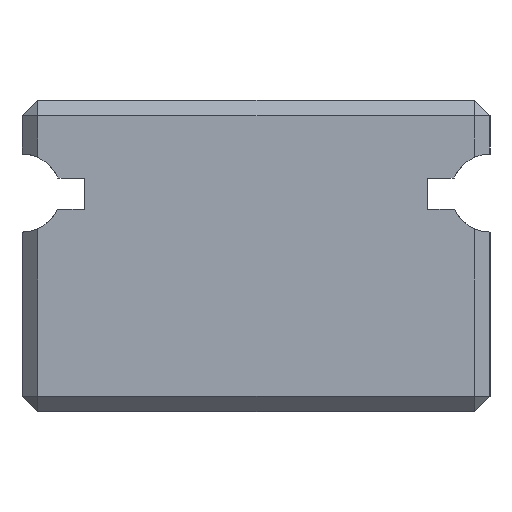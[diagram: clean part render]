
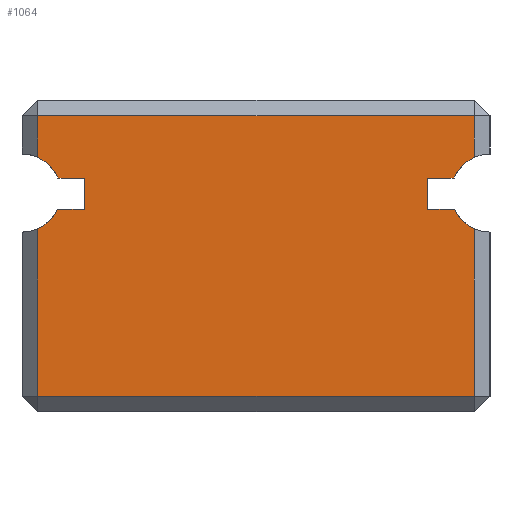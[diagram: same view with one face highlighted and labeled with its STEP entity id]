
A CAD part, left-side view. The second image highlights one B-rep face of the part: STEP entity #1064.
In plain terms, the highlighted planar face has unit normal (-1, 0, 0).
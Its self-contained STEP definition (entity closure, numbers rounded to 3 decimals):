
#134=FACE_OUTER_BOUND('',#222,.T.);
#222=EDGE_LOOP('',(#949,#950,#951,#952,#953,#954,#955,#956,#957,#958,#959,
#960,#961,#962,#963,#964));
#235=CIRCLE('',#1097,1.25);
#236=CIRCLE('',#1104,1.25);
#269=CIRCLE('',#1180,1.25);
#270=CIRCLE('',#1190,1.25);
#298=LINE('',#1604,#388);
#300=LINE('',#1608,#390);
#302=LINE('',#1612,#392);
#333=LINE('',#1754,#423);
#338=LINE('',#1763,#428);
#340=LINE('',#1766,#430);
#350=LINE('',#1788,#440);
#351=LINE('',#1790,#441);
#353=LINE('',#1796,#443);
#357=LINE('',#1806,#447);
#359=LINE('',#1810,#449);
#360=LINE('',#1812,#450);
#388=VECTOR('',#1266,10.);
#390=VECTOR('',#1270,10.);
#392=VECTOR('',#1274,10.);
#423=VECTOR('',#1447,10.);
#428=VECTOR('',#1456,10.);
#430=VECTOR('',#1460,10.);
#440=VECTOR('',#1488,10.);
#441=VECTOR('',#1491,10.);
#443=VECTOR('',#1497,10.);
#447=VECTOR('',#1509,10.);
#449=VECTOR('',#1513,10.);
#450=VECTOR('',#1516,10.);
#484=VERTEX_POINT('',#1596);
#485=VERTEX_POINT('',#1598);
#486=VERTEX_POINT('',#1602);
#487=VERTEX_POINT('',#1606);
#488=VERTEX_POINT('',#1610);
#490=VERTEX_POINT('',#1616);
#526=VERTEX_POINT('',#1747);
#528=VERTEX_POINT('',#1752);
#530=VERTEX_POINT('',#1759);
#531=VERTEX_POINT('',#1775);
#532=VERTEX_POINT('',#1780);
#533=VERTEX_POINT('',#1784);
#534=VERTEX_POINT('',#1792);
#536=VERTEX_POINT('',#1800);
#537=VERTEX_POINT('',#1804);
#538=VERTEX_POINT('',#1808);
#577=EDGE_CURVE('',#485,#484,#235,.T.);
#580=EDGE_CURVE('',#484,#486,#298,.T.);
#582=EDGE_CURVE('',#486,#487,#300,.T.);
#584=EDGE_CURVE('',#487,#488,#302,.T.);
#587=EDGE_CURVE('',#488,#490,#236,.T.);
#650=EDGE_CURVE('',#528,#526,#333,.T.);
#655=EDGE_CURVE('',#526,#530,#338,.T.);
#657=EDGE_CURVE('',#530,#490,#340,.T.);
#663=EDGE_CURVE('',#528,#531,#269,.T.);
#668=EDGE_CURVE('',#485,#533,#350,.T.);
#669=EDGE_CURVE('',#533,#532,#351,.T.);
#672=EDGE_CURVE('',#532,#534,#353,.T.);
#674=EDGE_CURVE('',#536,#534,#270,.T.);
#677=EDGE_CURVE('',#537,#531,#357,.T.);
#679=EDGE_CURVE('',#538,#537,#359,.T.);
#680=EDGE_CURVE('',#536,#538,#360,.T.);
#949=ORIENTED_EDGE('',*,*,#650,.F.);
#950=ORIENTED_EDGE('',*,*,#663,.T.);
#951=ORIENTED_EDGE('',*,*,#677,.F.);
#952=ORIENTED_EDGE('',*,*,#679,.F.);
#953=ORIENTED_EDGE('',*,*,#680,.F.);
#954=ORIENTED_EDGE('',*,*,#674,.T.);
#955=ORIENTED_EDGE('',*,*,#672,.F.);
#956=ORIENTED_EDGE('',*,*,#669,.F.);
#957=ORIENTED_EDGE('',*,*,#668,.F.);
#958=ORIENTED_EDGE('',*,*,#577,.T.);
#959=ORIENTED_EDGE('',*,*,#580,.T.);
#960=ORIENTED_EDGE('',*,*,#582,.T.);
#961=ORIENTED_EDGE('',*,*,#584,.T.);
#962=ORIENTED_EDGE('',*,*,#587,.T.);
#963=ORIENTED_EDGE('',*,*,#657,.F.);
#964=ORIENTED_EDGE('',*,*,#655,.F.);
#1000=PLANE('',#1194);
#1064=ADVANCED_FACE('',(#134),#1000,.F.);
#1097=AXIS2_PLACEMENT_3D('',#1599,#1259,#1260);
#1104=AXIS2_PLACEMENT_3D('',#1618,#1280,#1281);
#1180=AXIS2_PLACEMENT_3D('',#1777,#1474,#1475);
#1190=AXIS2_PLACEMENT_3D('',#1801,#1503,#1504);
#1194=AXIS2_PLACEMENT_3D('',#1813,#1517,#1518);
#1259=DIRECTION('center_axis',(1.,0.,0.));
#1260=DIRECTION('ref_axis',(0.,0.,1.));
#1266=DIRECTION('',(0.,-1.,0.));
#1270=DIRECTION('',(0.,0.,-1.));
#1274=DIRECTION('',(0.,1.,0.));
#1280=DIRECTION('center_axis',(1.,0.,0.));
#1281=DIRECTION('ref_axis',(0.,-0.911,-0.413));
#1447=DIRECTION('',(0.,0.,-1.));
#1456=DIRECTION('',(0.,1.,0.));
#1460=DIRECTION('',(0.,0.,1.));
#1474=DIRECTION('center_axis',(1.,0.,0.));
#1475=DIRECTION('ref_axis',(0.,0.,-1.));
#1488=DIRECTION('',(0.,0.,1.));
#1491=DIRECTION('',(0.,-1.,0.));
#1497=DIRECTION('',(0.,0.,-1.));
#1503=DIRECTION('center_axis',(1.,0.,0.));
#1504=DIRECTION('ref_axis',(0.,0.922,0.387));
#1509=DIRECTION('',(0.,-1.,0.));
#1513=DIRECTION('',(0.,0.,-1.));
#1516=DIRECTION('',(0.,1.,0.));
#1517=DIRECTION('center_axis',(1.,0.,0.));
#1518=DIRECTION('ref_axis',(0.,1.,0.));
#1596=CARTESIAN_POINT('',(-30.,131.347,17.5));
#1598=CARTESIAN_POINT('',(-30.,132.,18.162));
#1599=CARTESIAN_POINT('Origin',(-30.,132.5,17.017));
#1602=CARTESIAN_POINT('',(-30.,130.5,17.5));
#1604=CARTESIAN_POINT('',(-30.,131.347,17.5));
#1606=CARTESIAN_POINT('',(-30.,130.5,16.5));
#1608=CARTESIAN_POINT('',(-30.,130.5,17.5));
#1610=CARTESIAN_POINT('',(-30.,131.362,16.5));
#1612=CARTESIAN_POINT('',(-30.,130.5,16.5));
#1616=CARTESIAN_POINT('',(-30.,132.,15.871));
#1618=CARTESIAN_POINT('Origin',(-30.,132.5,17.017));
#1747=CARTESIAN_POINT('',(-30.,118.,10.5));
#1752=CARTESIAN_POINT('',(-30.,118.,15.871));
#1754=CARTESIAN_POINT('',(-30.,118.,15.383));
#1759=CARTESIAN_POINT('',(-30.,132.,10.5));
#1763=CARTESIAN_POINT('',(-30.,121.25,10.5));
#1766=CARTESIAN_POINT('',(-30.,132.,12.5));
#1775=CARTESIAN_POINT('',(-30.,118.638,16.5));
#1777=CARTESIAN_POINT('Origin',(-30.,117.5,17.017));
#1780=CARTESIAN_POINT('',(-30.,118.,19.5));
#1784=CARTESIAN_POINT('',(-30.,132.,19.5));
#1788=CARTESIAN_POINT('',(-30.,132.,16.633));
#1790=CARTESIAN_POINT('',(-30.,128.75,19.5));
#1792=CARTESIAN_POINT('',(-30.,118.,18.162));
#1796=CARTESIAN_POINT('',(-30.,118.,17.5));
#1800=CARTESIAN_POINT('',(-30.,118.653,17.5));
#1801=CARTESIAN_POINT('Origin',(-30.,117.5,17.017));
#1804=CARTESIAN_POINT('',(-30.,119.5,16.5));
#1806=CARTESIAN_POINT('',(-30.,119.5,16.5));
#1808=CARTESIAN_POINT('',(-30.,119.5,17.5));
#1810=CARTESIAN_POINT('',(-30.,119.5,17.5));
#1812=CARTESIAN_POINT('',(-30.,118.653,17.5));
#1813=CARTESIAN_POINT('Origin',(-30.,125.,15.));
